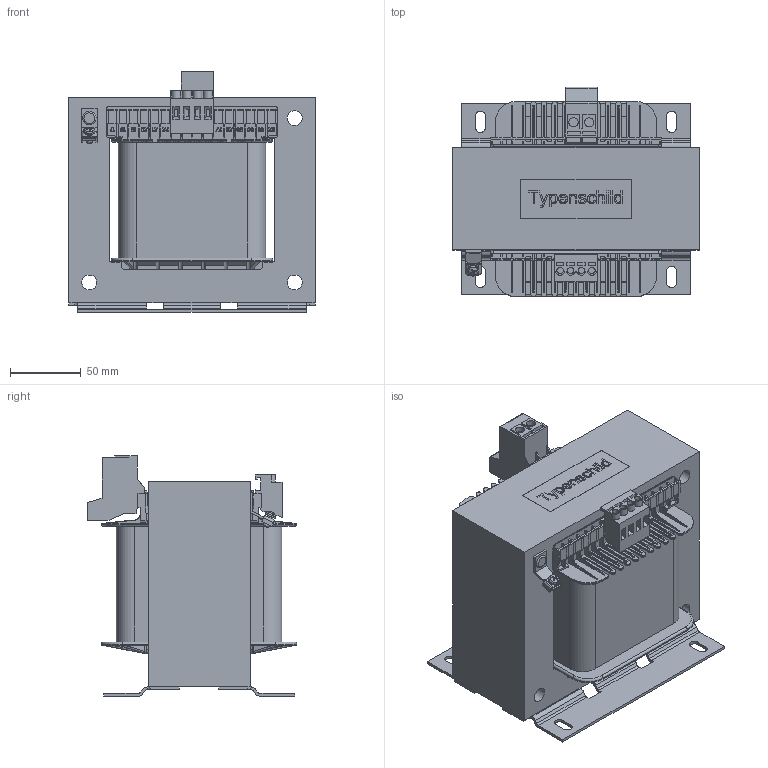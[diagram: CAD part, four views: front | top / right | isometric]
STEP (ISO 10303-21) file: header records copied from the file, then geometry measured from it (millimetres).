
FILE_DESCRIPTION(/* description */ (''),/* implementation_level */ '2;1');
FILE_NAME(/* name */ 'STEN_STEZ1.3.stp',/* time_stamp */ '2020-05-06T11:10:41+02:00',/* author */ ('TrapT'),/* organization */ (''),/* preprocessor_version */ 'ST-DEVELOPER v17.2',/* originating_system */ 'Autodesk Inventor 2019',/* authorisation */ '');
FILE_SCHEMA (('AUTOMOTIVE_DESIGN { 1 0 10303 214 3 1 1 }'));
Products named in the file (1): Bauteil1
Bounding box: 174.3 x 148.05 x 169.7 mm (x, y, z)
Volume: 2206987.7 mm3; surface area: 261146.6 mm2
Topology: 1 solids, 5 shells, 4029 faces, 11653 edges, 7654 vertices
Faces by surface type: plane 3324, cylinder 476, torus 114, bspline 103, cone 11, sphere 1
Full cylindrical faces by diameter (mm): 4 x1, 4.5 x4, 4.8 x1, 5 x1, 6.5 x2, 9.5 x1, 10.5 x4
Entity records: 136122 total; most frequent: CARTESIAN_POINT 25496, ORIENTED_EDGE 23304, DIRECTION 20472, EDGE_CURVE 11652, LINE 10302, VECTOR 10302, VERTEX_POINT 7654, AXIS2_PLACEMENT_3D 5085
